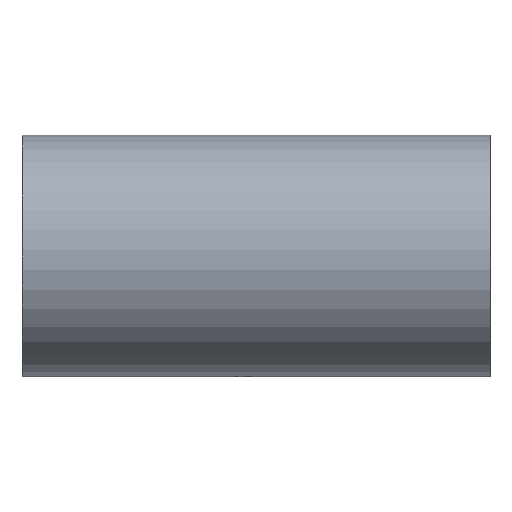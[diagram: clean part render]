
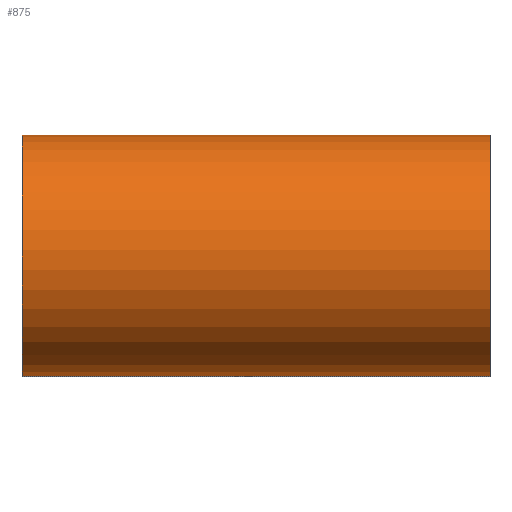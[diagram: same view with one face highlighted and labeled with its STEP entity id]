
A CAD part, top view. The second image highlights one B-rep face of the part: STEP entity #875.
In plain terms, the highlighted cylindrical face has radius 12.375 mm (diameter 24.75 mm), a partial arc.
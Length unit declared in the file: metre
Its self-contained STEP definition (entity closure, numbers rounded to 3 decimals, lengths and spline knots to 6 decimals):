
#58=CIRCLE('',#953,0.012375);
#90=CIRCLE('',#1001,0.012375);
#256=ORIENTED_EDGE('',*,*,#409,.F.);
#257=ORIENTED_EDGE('',*,*,#458,.F.);
#258=ORIENTED_EDGE('',*,*,#459,.T.);
#259=ORIENTED_EDGE('',*,*,#460,.T.);
#409=EDGE_CURVE('',#524,#525,#58,.T.);
#458=EDGE_CURVE('',#558,#524,#612,.T.);
#459=EDGE_CURVE('',#558,#559,#90,.T.);
#460=EDGE_CURVE('',#559,#525,#613,.T.);
#524=VERTEX_POINT('',#1417);
#525=VERTEX_POINT('',#1419);
#558=VERTEX_POINT('',#1517);
#559=VERTEX_POINT('',#1519);
#612=LINE('',#1516,#676);
#613=LINE('',#1520,#677);
#676=VECTOR('',#1253,1.);
#677=VECTOR('',#1256,1.);
#739=EDGE_LOOP('',(#256,#257,#258,#259));
#791=FACE_BOUND('',#739,.T.);
#840=CYLINDRICAL_SURFACE('',#1000,0.012375);
#875=ADVANCED_FACE('',(#791),#840,.T.);
#953=AXIS2_PLACEMENT_3D('',#1418,#1140,#1141);
#1000=AXIS2_PLACEMENT_3D('',#1515,#1251,#1252);
#1001=AXIS2_PLACEMENT_3D('',#1518,#1254,#1255);
#1140=DIRECTION('',(1.,0.,0.));
#1141=DIRECTION('',(0.,0.,-1.));
#1251=DIRECTION('',(-1.,0.,0.));
#1252=DIRECTION('',(0.,0.,1.));
#1253=DIRECTION('',(1.,0.,0.));
#1254=DIRECTION('',(1.,0.,0.));
#1255=DIRECTION('',(0.,0.,-1.));
#1256=DIRECTION('',(1.,0.,0.));
#1417=CARTESIAN_POINT('',(0.024,0.012375,0.06));
#1418=CARTESIAN_POINT('',(0.024,0.,0.06));
#1419=CARTESIAN_POINT('',(0.024,0.000375,0.047631));
#1515=CARTESIAN_POINT('',(0.024,0.,0.06));
#1516=CARTESIAN_POINT('',(-0.024002,0.012375,0.06));
#1517=CARTESIAN_POINT('',(-0.024,0.012375,0.06));
#1518=CARTESIAN_POINT('',(-0.024,0.,0.06));
#1519=CARTESIAN_POINT('',(-0.024,0.000375,0.047631));
#1520=CARTESIAN_POINT('',(-0.024002,0.000375,0.047631));
